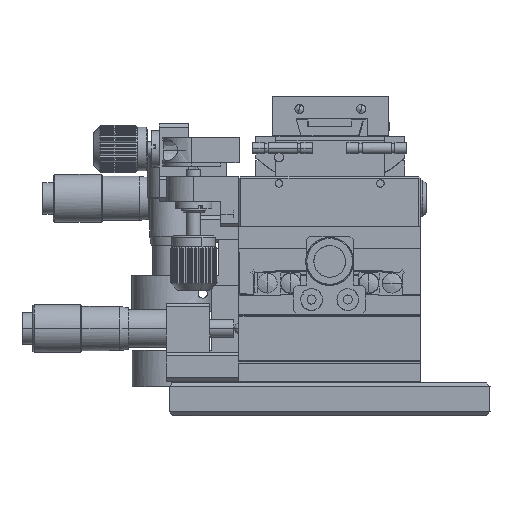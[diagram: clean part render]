
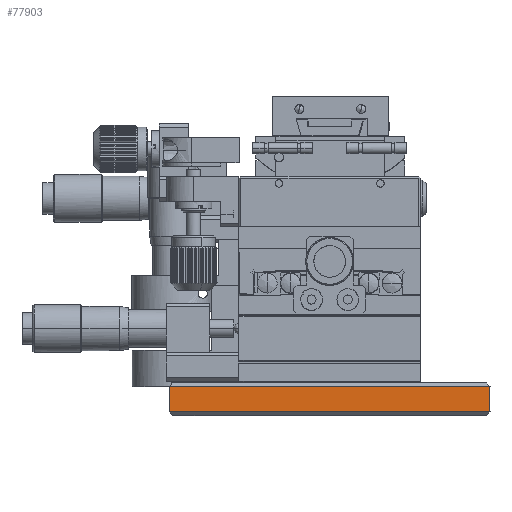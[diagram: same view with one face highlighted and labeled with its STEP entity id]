
A CAD part, front view. The second image highlights one B-rep face of the part: STEP entity #77903.
In plain terms, the highlighted free-form (B-spline) face has degree [1, 1] with [2, 2] control points.
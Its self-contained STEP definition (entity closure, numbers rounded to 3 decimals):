
#734 = ORIENTED_EDGE ( 'NONE', *, *, #21676, .T. ) ;
#1644 = CARTESIAN_POINT ( 'NONE',  ( 56.279, -29.035, -40.777 ) ) ;
#2507 = VERTEX_POINT ( 'NONE', #2811 ) ;
#2811 = CARTESIAN_POINT ( 'NONE',  ( 56.279, -29.035, -40.777 ) ) ;
#8727 = EDGE_CURVE ( 'NONE', #11650, #55904, #30198, .T. ) ;
#9345 = CARTESIAN_POINT ( 'NONE',  ( 56.279, -29.035, -33.777 ) ) ;
#9605 = B_SPLINE_CURVE_WITH_KNOTS ( 'NONE', 1,
 ( #98909, #24270 ),
 .UNSPECIFIED., .F., .F.,
 ( 2, 2 ),
 ( -1., 0. ),
 .UNSPECIFIED. ) ;
#9835 = CARTESIAN_POINT ( 'NONE',  ( -32.121, -29.035, -40.777 ) ) ;
#11650 = VERTEX_POINT ( 'NONE', #62837 ) ;
#16491 = B_SPLINE_CURVE_WITH_KNOTS ( 'NONE', 1,
 ( #95944, #22351 ),
 .UNSPECIFIED., .F., .F.,
 ( 2, 2 ),
 ( 0., 1. ),
 .UNSPECIFIED. ) ;
#21676 = EDGE_CURVE ( 'NONE', #55904, #2507, #16491, .T. ) ;
#22351 = CARTESIAN_POINT ( 'NONE',  ( 56.279, -29.035, -40.777 ) ) ;
#24270 = CARTESIAN_POINT ( 'NONE',  ( -32.121, -29.035, -40.777 ) ) ;
#30198 = B_SPLINE_CURVE_WITH_KNOTS ( 'NONE', 1,
 ( #32196, #56212 ),
 .UNSPECIFIED., .F., .F.,
 ( 2, 2 ),
 ( 0., 1. ),
 .UNSPECIFIED. ) ;
#32196 = CARTESIAN_POINT ( 'NONE',  ( -32.121, -29.035, -33.777 ) ) ;
#33120 = ORIENTED_EDGE ( 'NONE', *, *, #66093, .T. ) ;
#34578 = B_SPLINE_CURVE_WITH_KNOTS ( 'NONE', 1,
 ( #47467, #48006 ),
 .UNSPECIFIED., .F., .F.,
 ( 2, 2 ),
 ( -1., 0. ),
 .UNSPECIFIED. ) ;
#38281 = ORIENTED_EDGE ( 'NONE', *, *, #8727, .T. ) ;
#40339 = ORIENTED_EDGE ( 'NONE', *, *, #67090, .T. ) ;
#42491 = EDGE_LOOP ( 'NONE', ( #40339, #33120, #38281, #734 ) ) ;
#47467 = CARTESIAN_POINT ( 'NONE',  ( -32.121, -29.035, -40.777 ) ) ;
#48006 = CARTESIAN_POINT ( 'NONE',  ( -32.121, -29.035, -33.777 ) ) ;
#49190 = VERTEX_POINT ( 'NONE', #99408 ) ;
#55904 = VERTEX_POINT ( 'NONE', #9345 ) ;
#56212 = CARTESIAN_POINT ( 'NONE',  ( 56.279, -29.035, -33.777 ) ) ;
#60606 = FACE_OUTER_BOUND ( 'NONE', #42491, .T. ) ;
#62837 = CARTESIAN_POINT ( 'NONE',  ( -32.121, -29.035, -33.777 ) ) ;
#66093 = EDGE_CURVE ( 'NONE', #49190, #11650, #34578, .T. ) ;
#67090 = EDGE_CURVE ( 'NONE', #2507, #49190, #9605, .T. ) ;
#77903 = ADVANCED_FACE ( 'NONE', ( #60606 ), #86395, .T. ) ;
#86395 = B_SPLINE_SURFACE_WITH_KNOTS ( 'NONE', 1, 1, ( 
 ( #93828, #9835 ),
 ( #92748, #1644 ) ),
 .UNSPECIFIED., .F., .F., .F.,
 ( 2, 2 ),
 ( 2, 2 ),
 ( 0., 1. ),
 ( 0., 1. ),
 .UNSPECIFIED. ) ;
#92748 = CARTESIAN_POINT ( 'NONE',  ( 56.279, -29.035, -33.777 ) ) ;
#93828 = CARTESIAN_POINT ( 'NONE',  ( -32.121, -29.035, -33.777 ) ) ;
#95944 = CARTESIAN_POINT ( 'NONE',  ( 56.279, -29.035, -33.777 ) ) ;
#98909 = CARTESIAN_POINT ( 'NONE',  ( 56.279, -29.035, -40.777 ) ) ;
#99408 = CARTESIAN_POINT ( 'NONE',  ( -32.121, -29.035, -40.777 ) ) ;
